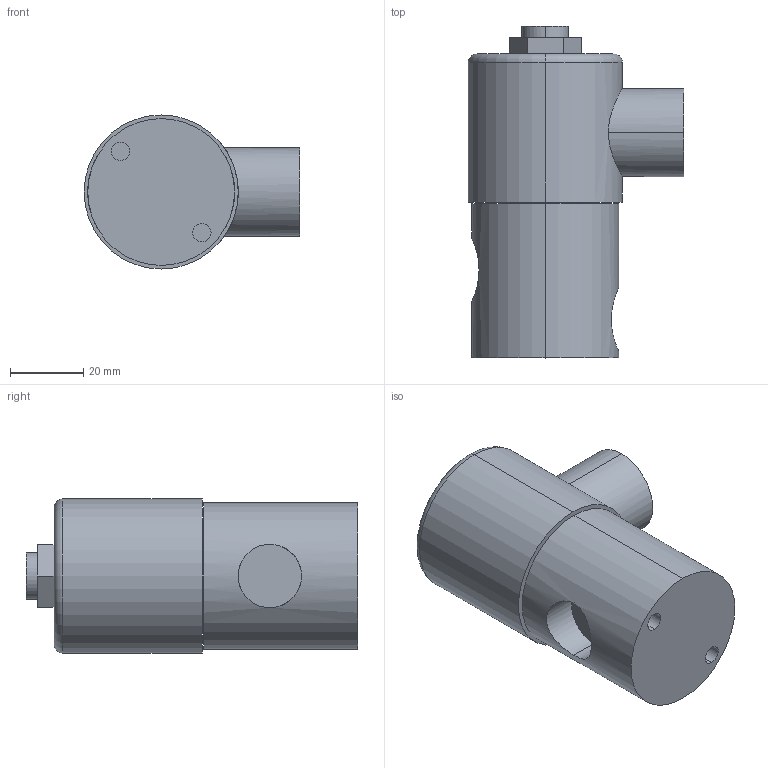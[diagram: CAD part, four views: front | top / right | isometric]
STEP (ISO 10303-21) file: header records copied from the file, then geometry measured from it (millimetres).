
FILE_DESCRIPTION (( 'STEP AP214' ), '1' );
FILE_NAME ('YS301A-3C.STEP', '2025-09-03T05:42:58', ( '' ), ( '' ), 'SwSTEP 2.0', 'SolidWorks 2024', '' );
FILE_SCHEMA (( 'AUTOMOTIVE_DESIGN' ));
Length unit declared in the file: millimetre
Products named in the file (3): ZS301-2_3C; AS301A; YS301A-3C
Assembly tree (2 placements, depth 2):
  YS301A-3C
    ZS301-2_3C
    AS301A
Bounding box: 58.8 x 90.43 x 42 mm (x, y, z)
Volume: 109058.8 mm3; surface area: 20704.5 mm2
Topology: 2 solids, 2 shells, 44 faces, 88 edges, 58 vertices
Faces by surface type: cylinder 22, plane 20, torus 2
Entity records: 1518 total; most frequent: CARTESIAN_POINT 479, DIRECTION 222, ORIENTED_EDGE 176, AXIS2_PLACEMENT_3D 91, EDGE_CURVE 88, VERTEX_POINT 58, EDGE_LOOP 54, FACE_OUTER_BOUND 44
